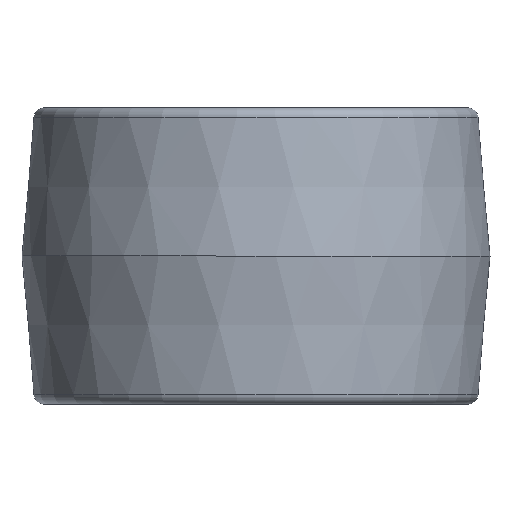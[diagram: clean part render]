
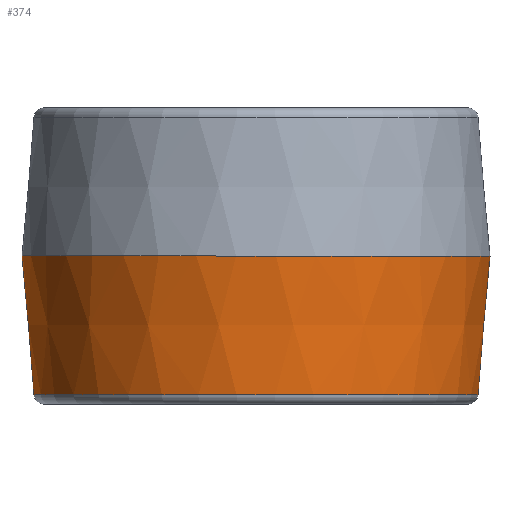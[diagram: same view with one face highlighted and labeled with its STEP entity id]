
A CAD part, front view. The second image highlights one B-rep face of the part: STEP entity #374.
In plain terms, the highlighted conical face has half-angle 4.764 degrees and reference radius 9 mm.
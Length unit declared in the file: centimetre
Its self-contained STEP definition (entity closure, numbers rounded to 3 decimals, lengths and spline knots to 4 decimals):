
#23=CONICAL_SURFACE($,#414,0.9,0.083);
#53=CIRCLE($,#415,0.9031);
#54=CIRCLE($,#416,0.95);
#71=FACE_OUTER_BOUND($,#107,.T.);
#107=EDGE_LOOP($,(#286,#287,#288,#289,#290,#291));
#133=LINE($,#683,#143);
#135=LINE($,#703,#145);
#143=VECTOR($,#477,0.5561);
#145=VECTOR($,#483,0.5561);
#159=B_SPLINE_CURVE_WITH_KNOTS($,3,(#687,#688,#689,#690,#691,#692),
 .UNSPECIFIED.,.F.,.F.,(4,2,4),(0.,0.0006,
0.0013),.UNSPECIFIED.);
#160=B_SPLINE_CURVE_WITH_KNOTS($,3,(#696,#697,#698,#699,#700,#701),
 .UNSPECIFIED.,.F.,.F.,(4,2,4),(0.,0.0007,0.0013),
 .UNSPECIFIED.);
#193=VERTEX_POINT($,#677);
#194=VERTEX_POINT($,#682);
#195=VERTEX_POINT($,#686);
#196=VERTEX_POINT($,#693);
#197=VERTEX_POINT($,#695);
#198=VERTEX_POINT($,#702);
#228=EDGE_CURVE($,#193,#194,#133,.T.);
#230=EDGE_CURVE($,#193,#195,#159,.T.);
#231=EDGE_CURVE($,#195,#196,#53,.T.);
#232=EDGE_CURVE($,#196,#197,#160,.T.);
#233=EDGE_CURVE($,#197,#198,#135,.T.);
#234=EDGE_CURVE($,#194,#198,#54,.T.);
#286=ORIENTED_EDGE($,*,*,#228,.F.);
#287=ORIENTED_EDGE($,*,*,#230,.T.);
#288=ORIENTED_EDGE($,*,*,#231,.T.);
#289=ORIENTED_EDGE($,*,*,#232,.T.);
#290=ORIENTED_EDGE($,*,*,#233,.T.);
#291=ORIENTED_EDGE($,*,*,#234,.F.);
#374=ADVANCED_FACE($,(#71),#23,.T.);
#414=AXIS2_PLACEMENT_3D($,#685,#479,#480);
#415=AXIS2_PLACEMENT_3D($,#694,#481,#482);
#416=AXIS2_PLACEMENT_3D($,#704,#484,#485);
#477=DIRECTION($,(-0.081,0.019,0.997));
#479=DIRECTION('center_axis',(0.,0.,1.));
#480=DIRECTION('ref_axis',(0.,-1.,0.));
#481=DIRECTION('center_axis',(0.,0.,1.));
#482=DIRECTION('ref_axis',(0.,1.,0.));
#483=DIRECTION($,(0.081,0.019,0.997));
#484=DIRECTION('center_axis',(0.,0.,1.));
#485=DIRECTION('ref_axis',(0.,-1.,0.));
#677=CARTESIAN_POINT('',(-0.8799,-1.7397,-0.5542));
#682=CARTESIAN_POINT('',(-0.9248,-1.7292,0.));
#683=CARTESIAN_POINT($,(-0.9248,-1.7292,0.));
#685=CARTESIAN_POINT('Origin',(0.,-1.9464,
-0.6));
#686=CARTESIAN_POINT('',(-0.8998,-1.8701,-0.5633));
#687=CARTESIAN_POINT('Ctrl Pts',(-0.8799,-1.7397,-0.5542));
#688=CARTESIAN_POINT('Ctrl Pts',(-0.8847,-1.7611,-0.5564));
#689=CARTESIAN_POINT('Ctrl Pts',(-0.8888,-1.7827,-0.5586));
#690=CARTESIAN_POINT('Ctrl Pts',(-0.8954,-1.8262,-0.562));
#691=CARTESIAN_POINT('Ctrl Pts',(-0.898,-1.8481,-0.5633));
#692=CARTESIAN_POINT('Ctrl Pts',(-0.8998,-1.8701,-0.5633));
#693=CARTESIAN_POINT('',(0.8998,-1.8701,-0.5633));
#694=CARTESIAN_POINT('Origin',(0.,-1.9464,
-0.5633));
#695=CARTESIAN_POINT('',(0.8799,-1.7397,-0.5542));
#696=CARTESIAN_POINT('Ctrl Pts',(0.8998,-1.8701,-0.5633));
#697=CARTESIAN_POINT('Ctrl Pts',(0.898,-1.8481,-0.5633));
#698=CARTESIAN_POINT('Ctrl Pts',(0.8954,-1.8262,-0.562));
#699=CARTESIAN_POINT('Ctrl Pts',(0.8888,-1.7827,-0.5586));
#700=CARTESIAN_POINT('Ctrl Pts',(0.8847,-1.7611,-0.5564));
#701=CARTESIAN_POINT('Ctrl Pts',(0.8799,-1.7397,-0.5542));
#702=CARTESIAN_POINT('',(0.9248,-1.7292,0.));
#703=CARTESIAN_POINT($,(0.9248,-1.7292,0.));
#704=CARTESIAN_POINT('Origin',(0.,-1.9464,0.));
